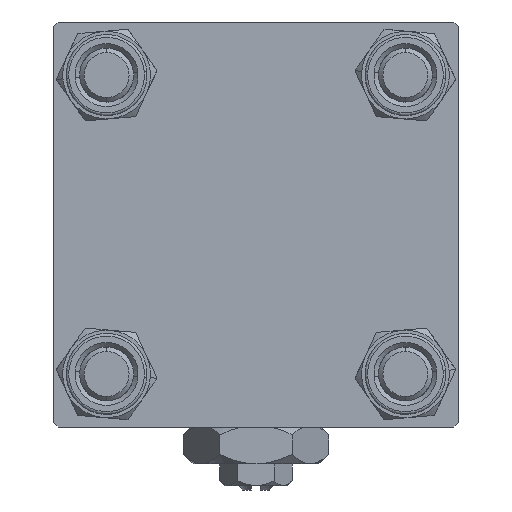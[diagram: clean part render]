
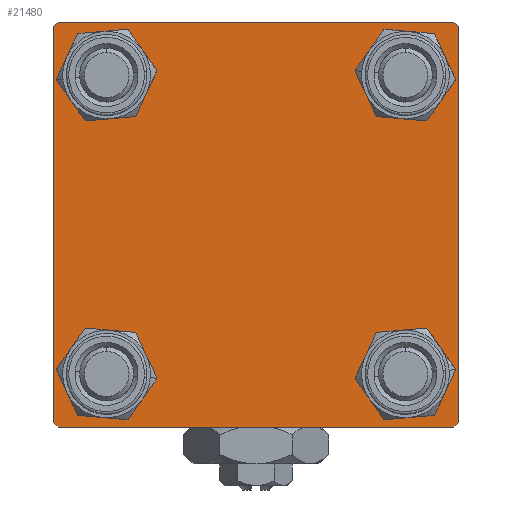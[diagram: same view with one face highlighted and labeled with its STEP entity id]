
A CAD part, left-side view. The second image highlights one B-rep face of the part: STEP entity #21480.
In plain terms, the highlighted planar face has unit normal (-1, 0, 0).
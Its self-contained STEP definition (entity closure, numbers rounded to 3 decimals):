
#868 = VERTEX_POINT ( 'NONE', #8770 ) ;
#920 = VECTOR ( 'NONE', #46620, 1000. ) ;
#2334 = ORIENTED_EDGE ( 'NONE', *, *, #8124, .T. ) ;
#2335 = DIRECTION ( 'NONE',  ( -1., 0., 0. ) ) ;
#2766 = CARTESIAN_POINT ( 'NONE',  ( 0., -22.25, 22.25 ) ) ;
#2866 = EDGE_LOOP ( 'NONE', ( #8513, #36642 ) ) ;
#3002 = CARTESIAN_POINT ( 'NONE',  ( 0., -16.6, 16.6 ) ) ;
#3279 = LINE ( 'NONE', #22279, #920 ) ;
#3333 = EDGE_CURVE ( 'NONE', #868, #50919, #44535, .T. ) ;
#4239 = AXIS2_PLACEMENT_3D ( 'NONE', #37371, #51438, #52344 ) ;
#5337 = CIRCLE ( 'NONE', #48190, 3.5 ) ;
#5833 = CIRCLE ( 'NONE', #26748, 3.5 ) ;
#6073 = EDGE_CURVE ( 'NONE', #56018, #32822, #53840, .T. ) ;
#6145 = CARTESIAN_POINT ( 'NONE',  ( 0., 16.6, -20.1 ) ) ;
#6902 = CARTESIAN_POINT ( 'NONE',  ( 0., 16.6, -13.1 ) ) ;
#7408 = VECTOR ( 'NONE', #25763, 1000. ) ;
#7497 = DIRECTION ( 'NONE',  ( 1., 0., 0. ) ) ;
#8124 = EDGE_CURVE ( 'NONE', #52284, #37697, #5833, .T. ) ;
#8513 = ORIENTED_EDGE ( 'NONE', *, *, #35084, .T. ) ;
#8703 = CARTESIAN_POINT ( 'NONE',  ( 0., 22., -22.5 ) ) ;
#8742 = CARTESIAN_POINT ( 'NONE',  ( 0., 16.6, 16.6 ) ) ;
#8770 = CARTESIAN_POINT ( 'NONE',  ( 0., -16.6, -20.1 ) ) ;
#9257 = VERTEX_POINT ( 'NONE', #38280 ) ;
#9948 = VECTOR ( 'NONE', #39587, 1000. ) ;
#10134 = VERTEX_POINT ( 'NONE', #32979 ) ;
#11259 = ORIENTED_EDGE ( 'NONE', *, *, #47257, .T. ) ;
#11379 = FACE_BOUND ( 'NONE', #2866, .T. ) ;
#11542 = DIRECTION ( 'NONE',  ( 0., 0., 1. ) ) ;
#12310 = ORIENTED_EDGE ( 'NONE', *, *, #47701, .T. ) ;
#12450 = EDGE_LOOP ( 'NONE', ( #59249, #14375, #40289, #53729, #36832, #48988, #13204, #31864 ) ) ;
#12892 = VECTOR ( 'NONE', #57372, 1000. ) ;
#12945 = CARTESIAN_POINT ( 'NONE',  ( 0., 22.5, -22.5 ) ) ;
#13204 = ORIENTED_EDGE ( 'NONE', *, *, #35757, .F. ) ;
#13864 = ORIENTED_EDGE ( 'NONE', *, *, #42855, .T. ) ;
#13982 = AXIS2_PLACEMENT_3D ( 'NONE', #30252, #39942, #11542 ) ;
#14375 = ORIENTED_EDGE ( 'NONE', *, *, #27729, .T. ) ;
#15770 = PLANE ( 'NONE',  #51370 ) ;
#16676 = FACE_BOUND ( 'NONE', #34926, .T. ) ;
#16887 = CARTESIAN_POINT ( 'NONE',  ( 0., 16.6, -16.6 ) ) ;
#17103 = AXIS2_PLACEMENT_3D ( 'NONE', #16887, #40614, #30605 ) ;
#17332 = CARTESIAN_POINT ( 'NONE',  ( 0., -22.5, 22.5 ) ) ;
#17631 = AXIS2_PLACEMENT_3D ( 'NONE', #40499, #53616, #58268 ) ;
#18360 = VERTEX_POINT ( 'NONE', #46621 ) ;
#18375 = EDGE_CURVE ( 'NONE', #22301, #9257, #56266, .T. ) ;
#18574 = CARTESIAN_POINT ( 'NONE',  ( 0., -16.6, 13.1 ) ) ;
#19239 = LINE ( 'NONE', #38271, #47573 ) ;
#19294 = VECTOR ( 'NONE', #27285, 1000. ) ;
#20659 = AXIS2_PLACEMENT_3D ( 'NONE', #36596, #41593, #50961 ) ;
#21216 = VERTEX_POINT ( 'NONE', #18574 ) ;
#21480 = ADVANCED_FACE ( 'NONE', ( #16676, #11379, #58490, #59091, #59397 ), #15770, .T. ) ;
#21526 = CARTESIAN_POINT ( 'NONE',  ( 0., 16.6, -16.6 ) ) ;
#22279 = CARTESIAN_POINT ( 'NONE',  ( 0., 22.5, 22.5 ) ) ;
#22301 = VERTEX_POINT ( 'NONE', #8703 ) ;
#22399 = CARTESIAN_POINT ( 'NONE',  ( 0., 16.6, 20.1 ) ) ;
#22919 = VERTEX_POINT ( 'NONE', #57105 ) ;
#23825 = CARTESIAN_POINT ( 'NONE',  ( 0., 22.5, -22. ) ) ;
#25763 = DIRECTION ( 'NONE',  ( 0., 0.707, -0.707 ) ) ;
#25945 = EDGE_LOOP ( 'NONE', ( #2334, #13864 ) ) ;
#26032 = CIRCLE ( 'NONE', #17103, 3.5 ) ;
#26214 = EDGE_LOOP ( 'NONE', ( #38442, #12310 ) ) ;
#26516 = DIRECTION ( 'NONE',  ( 0., 0., 1. ) ) ;
#26528 = DIRECTION ( 'NONE',  ( 1., 0., 0. ) ) ;
#26748 = AXIS2_PLACEMENT_3D ( 'NONE', #21526, #7497, #26516 ) ;
#27050 = EDGE_CURVE ( 'NONE', #21216, #10134, #50637, .T. ) ;
#27285 = DIRECTION ( 'NONE',  ( 0., 0., -1. ) ) ;
#27445 = DIRECTION ( 'NONE',  ( 0., 0., 1. ) ) ;
#27729 = EDGE_CURVE ( 'NONE', #32822, #22301, #19239, .T. ) ;
#27862 = DIRECTION ( 'NONE',  ( 0., -1., 0. ) ) ;
#27941 = CARTESIAN_POINT ( 'NONE',  ( 0., -22.5, -22. ) ) ;
#29903 = CARTESIAN_POINT ( 'NONE',  ( 0., -16.6, -13.1 ) ) ;
#30252 = CARTESIAN_POINT ( 'NONE',  ( 0., -16.6, -16.6 ) ) ;
#30605 = DIRECTION ( 'NONE',  ( 0., 0., 1. ) ) ;
#30899 = CIRCLE ( 'NONE', #13982, 3.5 ) ;
#31575 = EDGE_CURVE ( 'NONE', #9257, #54978, #52404, .T. ) ;
#31648 = VECTOR ( 'NONE', #43870, 1000. ) ;
#31864 = ORIENTED_EDGE ( 'NONE', *, *, #53069, .T. ) ;
#32194 = EDGE_CURVE ( 'NONE', #22919, #18360, #48338, .T. ) ;
#32822 = VERTEX_POINT ( 'NONE', #23825 ) ;
#32882 = LINE ( 'NONE', #17332, #19294 ) ;
#32979 = CARTESIAN_POINT ( 'NONE',  ( 0., -16.6, 20.1 ) ) ;
#33875 = CARTESIAN_POINT ( 'NONE',  ( 0., 22.5, 22.5 ) ) ;
#34926 = EDGE_LOOP ( 'NONE', ( #11259, #45321 ) ) ;
#35084 = EDGE_CURVE ( 'NONE', #50919, #868, #30899, .T. ) ;
#35391 = CARTESIAN_POINT ( 'NONE',  ( 0., 0., 0. ) ) ;
#35431 = DIRECTION ( 'NONE',  ( 0., 0., 1. ) ) ;
#35757 = EDGE_CURVE ( 'NONE', #47922, #18360, #3279, .T. ) ;
#36596 = CARTESIAN_POINT ( 'NONE',  ( 0., -16.6, 16.6 ) ) ;
#36642 = ORIENTED_EDGE ( 'NONE', *, *, #3333, .T. ) ;
#36832 = ORIENTED_EDGE ( 'NONE', *, *, #52000, .F. ) ;
#37371 = CARTESIAN_POINT ( 'NONE',  ( 0., 16.6, 16.6 ) ) ;
#37697 = VERTEX_POINT ( 'NONE', #6145 ) ;
#38271 = CARTESIAN_POINT ( 'NONE',  ( 0., 22.25, -22.25 ) ) ;
#38280 = CARTESIAN_POINT ( 'NONE',  ( 0., -22., -22.5 ) ) ;
#38442 = ORIENTED_EDGE ( 'NONE', *, *, #49577, .T. ) ;
#39587 = DIRECTION ( 'NONE',  ( 0., 0.707, 0.707 ) ) ;
#39942 = DIRECTION ( 'NONE',  ( 1., 0., 0. ) ) ;
#40224 = CIRCLE ( 'NONE', #54151, 3.5 ) ;
#40289 = ORIENTED_EDGE ( 'NONE', *, *, #18375, .T. ) ;
#40472 = VECTOR ( 'NONE', #27862, 1000. ) ;
#40499 = CARTESIAN_POINT ( 'NONE',  ( 0., -16.6, -16.6 ) ) ;
#40614 = DIRECTION ( 'NONE',  ( 1., 0., 0. ) ) ;
#41593 = DIRECTION ( 'NONE',  ( 1., 0., 0. ) ) ;
#42024 = CARTESIAN_POINT ( 'NONE',  ( 0., 22., 22.5 ) ) ;
#42855 = EDGE_CURVE ( 'NONE', #37697, #52284, #26032, .T. ) ;
#43350 = CARTESIAN_POINT ( 'NONE',  ( 0., -22.25, -22.25 ) ) ;
#43870 = DIRECTION ( 'NONE',  ( 0., 0., -1. ) ) ;
#44535 = CIRCLE ( 'NONE', #17631, 3.5 ) ;
#45321 = ORIENTED_EDGE ( 'NONE', *, *, #27050, .T. ) ;
#46620 = DIRECTION ( 'NONE',  ( 0., -1., 0. ) ) ;
#46621 = CARTESIAN_POINT ( 'NONE',  ( 0., -22., 22.5 ) ) ;
#47257 = EDGE_CURVE ( 'NONE', #10134, #21216, #40224, .T. ) ;
#47573 = VECTOR ( 'NONE', #57285, 1000. ) ;
#47701 = EDGE_CURVE ( 'NONE', #50839, #48780, #5337, .T. ) ;
#47922 = VERTEX_POINT ( 'NONE', #42024 ) ;
#48123 = CIRCLE ( 'NONE', #4239, 3.5 ) ;
#48190 = AXIS2_PLACEMENT_3D ( 'NONE', #8742, #26528, #27445 ) ;
#48338 = LINE ( 'NONE', #2766, #9948 ) ;
#48780 = VERTEX_POINT ( 'NONE', #22399 ) ;
#48988 = ORIENTED_EDGE ( 'NONE', *, *, #32194, .T. ) ;
#49076 = CARTESIAN_POINT ( 'NONE',  ( 0., 22.5, 22. ) ) ;
#49507 = CARTESIAN_POINT ( 'NONE',  ( 0., 22.25, 22.25 ) ) ;
#49577 = EDGE_CURVE ( 'NONE', #48780, #50839, #48123, .T. ) ;
#49770 = DIRECTION ( 'NONE',  ( 0., 0., 1. ) ) ;
#50637 = CIRCLE ( 'NONE', #20659, 3.5 ) ;
#50839 = VERTEX_POINT ( 'NONE', #60818 ) ;
#50919 = VERTEX_POINT ( 'NONE', #29903 ) ;
#50961 = DIRECTION ( 'NONE',  ( 0., 0., 1. ) ) ;
#51370 = AXIS2_PLACEMENT_3D ( 'NONE', #35391, #2335, #49770 ) ;
#51438 = DIRECTION ( 'NONE',  ( 1., 0., 0. ) ) ;
#52000 = EDGE_CURVE ( 'NONE', #22919, #54978, #32882, .T. ) ;
#52284 = VERTEX_POINT ( 'NONE', #6902 ) ;
#52344 = DIRECTION ( 'NONE',  ( 0., 0., 1. ) ) ;
#52404 = LINE ( 'NONE', #43350, #12892 ) ;
#53069 = EDGE_CURVE ( 'NONE', #47922, #56018, #54177, .T. ) ;
#53616 = DIRECTION ( 'NONE',  ( 1., 0., 0. ) ) ;
#53729 = ORIENTED_EDGE ( 'NONE', *, *, #31575, .T. ) ;
#53840 = LINE ( 'NONE', #33875, #31648 ) ;
#54151 = AXIS2_PLACEMENT_3D ( 'NONE', #3002, #54161, #35431 ) ;
#54161 = DIRECTION ( 'NONE',  ( 1., 0., 0. ) ) ;
#54177 = LINE ( 'NONE', #49507, #7408 ) ;
#54978 = VERTEX_POINT ( 'NONE', #27941 ) ;
#56018 = VERTEX_POINT ( 'NONE', #49076 ) ;
#56266 = LINE ( 'NONE', #12945, #40472 ) ;
#57105 = CARTESIAN_POINT ( 'NONE',  ( 0., -22.5, 22. ) ) ;
#57285 = DIRECTION ( 'NONE',  ( 0., -0.707, -0.707 ) ) ;
#57372 = DIRECTION ( 'NONE',  ( 0., -0.707, 0.707 ) ) ;
#58268 = DIRECTION ( 'NONE',  ( 0., 0., 1. ) ) ;
#58490 = FACE_BOUND ( 'NONE', #25945, .T. ) ;
#59091 = FACE_BOUND ( 'NONE', #26214, .T. ) ;
#59249 = ORIENTED_EDGE ( 'NONE', *, *, #6073, .T. ) ;
#59397 = FACE_OUTER_BOUND ( 'NONE', #12450, .T. ) ;
#60818 = CARTESIAN_POINT ( 'NONE',  ( 0., 16.6, 13.1 ) ) ;
